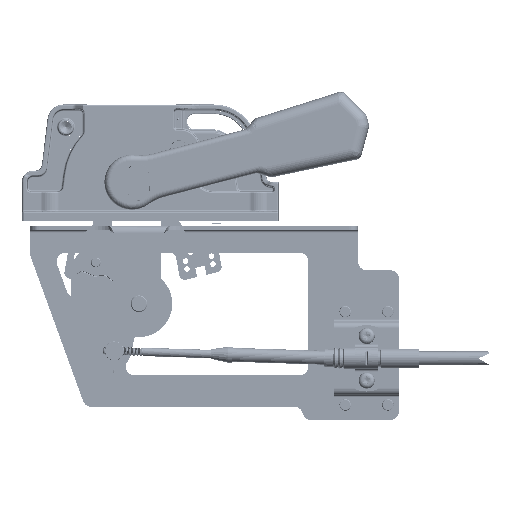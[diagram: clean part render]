
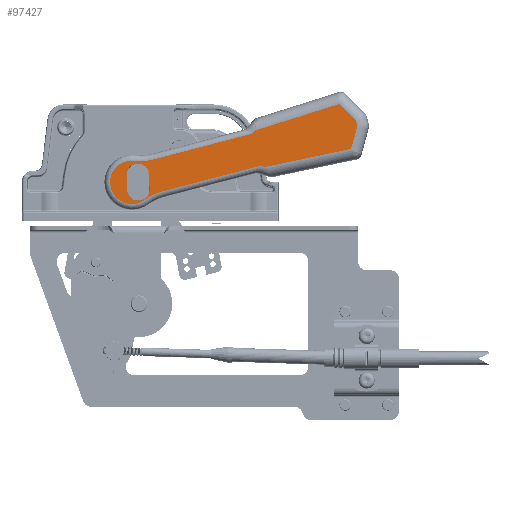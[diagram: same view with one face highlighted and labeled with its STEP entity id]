
A CAD part, left-side view. The second image highlights one B-rep face of the part: STEP entity #97427.
In plain terms, the highlighted planar face has unit normal (1, 0, 0).
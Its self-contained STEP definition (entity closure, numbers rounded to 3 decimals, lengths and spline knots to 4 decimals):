
#97251=DIRECTION('',(0.,-0.979,0.206));
#97252=VECTOR('',#97251,1.9784);
#97253=CARTESIAN_POINT('',(-0.548,2.4587,1.3186));
#97254=LINE('',#97253,#97252);
#97255=DIRECTION('',(0.,-0.265,0.964));
#97256=VECTOR('',#97255,0.5333);
#97257=CARTESIAN_POINT('',(-0.548,0.5227,1.726));
#97258=LINE('',#97257,#97256);
#97259=DIRECTION('',(0.,0.253,0.967));
#97260=VECTOR('',#97259,0.1204);
#97261=CARTESIAN_POINT('',(-0.548,0.3816,2.2403));
#97262=LINE('',#97261,#97260);
#97263=DIRECTION('',(0.,0.703,0.711));
#97264=VECTOR('',#97263,0.5333);
#97265=CARTESIAN_POINT('',(-0.548,0.4121,2.3568));
#97266=LINE('',#97265,#97264);
#97267=DIRECTION('',(0.,0.954,-0.3));
#97268=VECTOR('',#97267,1.9784);
#97269=CARTESIAN_POINT('',(-0.548,0.7869,2.7361));
#97270=LINE('',#97269,#97268);
#97271=DIRECTION('',(0.,0.692,-0.721));
#97272=VECTOR('',#97271,0.1005);
#97273=CARTESIAN_POINT('',(-0.548,2.6744,2.1432));
#97274=LINE('',#97273,#97272);
#97275=DIRECTION('',(0.,0.967,-0.253));
#97276=VECTOR('',#97275,2.2959);
#97277=CARTESIAN_POINT('',(-0.548,2.744,2.0707));
#97278=LINE('',#97277,#97276);
#97279=CARTESIAN_POINT('',(-0.548,4.9651,1.4897));
#97280=CARTESIAN_POINT('',(-0.548,5.0118,1.4774));
#97281=CARTESIAN_POINT('',(-0.548,5.1059,1.4591));
#97282=CARTESIAN_POINT('',(-0.548,5.2516,1.4495));
#97283=CARTESIAN_POINT('',(-0.548,5.3473,1.4554));
#97284=CARTESIAN_POINT('',(-0.548,5.3951,1.4614));
#97286=CARTESIAN_POINT('',(-0.548,5.3951,1.4614));
#97287=CARTESIAN_POINT('',(-0.548,5.4327,1.466));
#97288=CARTESIAN_POINT('',(-0.548,5.5069,1.4668));
#97289=CARTESIAN_POINT('',(-0.548,5.6189,1.442));
#97290=CARTESIAN_POINT('',(-0.548,5.7213,1.3921));
#97291=CARTESIAN_POINT('',(-0.548,5.8078,1.3224));
#97292=CARTESIAN_POINT('',(-0.548,5.8778,1.2331));
#97293=CARTESIAN_POINT('',(-0.548,5.9256,1.1299));
#97294=CARTESIAN_POINT('',(-0.548,5.9485,1.0188));
#97295=CARTESIAN_POINT('',(-0.548,5.9456,0.9056));
#97296=CARTESIAN_POINT('',(-0.548,5.917,0.7963));
#97297=CARTESIAN_POINT('',(-0.548,5.8645,0.6964));
#97298=CARTESIAN_POINT('',(-0.548,5.7908,0.6112));
#97299=CARTESIAN_POINT('',(-0.548,5.6997,0.5448));
#97300=CARTESIAN_POINT('',(-0.548,5.5955,0.5007));
#97301=CARTESIAN_POINT('',(-0.548,5.4858,0.4815));
#97302=CARTESIAN_POINT('',(-0.548,5.3713,0.4876));
#97303=CARTESIAN_POINT('',(-0.548,5.2603,0.5208));
#97304=CARTESIAN_POINT('',(-0.548,5.1955,0.5581));
#97305=CARTESIAN_POINT('',(-0.548,5.1648,0.5808));
#97307=CARTESIAN_POINT('',(-0.548,5.1648,0.5808));
#97308=CARTESIAN_POINT('',(-0.548,5.126,0.6094));
#97309=CARTESIAN_POINT('',(-0.548,5.0454,0.6614));
#97310=CARTESIAN_POINT('',(-0.548,4.9136,0.7244));
#97311=CARTESIAN_POINT('',(-0.548,4.8226,0.7545));
#97312=CARTESIAN_POINT('',(-0.548,4.776,0.7667));
#97314=DIRECTION('',(0.,-0.967,0.253));
#97315=VECTOR('',#97314,2.2959);
#97316=CARTESIAN_POINT('',(-0.548,4.776,0.7667));
#97317=LINE('',#97316,#97315);
#97318=DIRECTION('',(0.,-0.957,-0.29));
#97319=VECTOR('',#97318,0.1005);
#97320=CARTESIAN_POINT('',(-0.548,2.5548,1.3478));
#97321=LINE('',#97320,#97319);
#97322=CARTESIAN_POINT('',(-0.548,5.0559,0.822));
#97323=CARTESIAN_POINT('',(-0.548,5.0554,0.7974));
#97324=CARTESIAN_POINT('',(-0.548,5.0606,0.7502));
#97325=CARTESIAN_POINT('',(-0.548,5.0893,0.6824));
#97326=CARTESIAN_POINT('',(-0.548,5.1344,0.6272));
#97327=CARTESIAN_POINT('',(-0.548,5.1933,0.586));
#97328=CARTESIAN_POINT('',(-0.548,5.2632,0.5628));
#97329=CARTESIAN_POINT('',(-0.548,5.3358,0.5603));
#97330=CARTESIAN_POINT('',(-0.548,5.4069,0.5785));
#97331=CARTESIAN_POINT('',(-0.548,5.4691,0.6158));
#97332=CARTESIAN_POINT('',(-0.548,5.5186,0.6687));
#97333=CARTESIAN_POINT('',(-0.548,5.5517,0.7357));
#97334=CARTESIAN_POINT('',(-0.548,5.5598,0.7827));
#97335=CARTESIAN_POINT('',(-0.548,5.5606,0.8074));
#97337=DIRECTION('',(0.,0.029,1.));
#97338=VECTOR('',#97337,0.3291);
#97339=CARTESIAN_POINT('',(-0.548,5.5606,0.8074));
#97340=LINE('',#97339,#97338);
#97341=CARTESIAN_POINT('',(-0.548,5.5701,1.1363));
#97342=CARTESIAN_POINT('',(-0.548,5.5707,1.1609));
#97343=CARTESIAN_POINT('',(-0.548,5.5654,1.2081));
#97344=CARTESIAN_POINT('',(-0.548,5.5368,1.2759));
#97345=CARTESIAN_POINT('',(-0.548,5.4917,1.3311));
#97346=CARTESIAN_POINT('',(-0.548,5.4327,1.3723));
#97347=CARTESIAN_POINT('',(-0.548,5.3629,1.3955));
#97348=CARTESIAN_POINT('',(-0.548,5.2902,1.398));
#97349=CARTESIAN_POINT('',(-0.548,5.2192,1.3798));
#97350=CARTESIAN_POINT('',(-0.548,5.157,1.3425));
#97351=CARTESIAN_POINT('',(-0.548,5.1075,1.2896));
#97352=CARTESIAN_POINT('',(-0.548,5.0743,1.2226));
#97353=CARTESIAN_POINT('',(-0.548,5.0663,1.1756));
#97354=CARTESIAN_POINT('',(-0.548,5.0655,1.1509));
#97356=DIRECTION('',(0.,-0.029,-1.));
#97357=VECTOR('',#97356,0.3291);
#97358=CARTESIAN_POINT('',(-0.548,5.0655,1.1509));
#97359=LINE('',#97358,#97357);
#97360=CARTESIAN_POINT('',(-0.548,2.4587,1.3186));
#97361=CARTESIAN_POINT('',(-0.548,0.5227,1.726));
#97362=VERTEX_POINT('',#97360);
#97363=VERTEX_POINT('',#97361);
#97364=CARTESIAN_POINT('',(-0.548,0.3816,2.2403));
#97365=VERTEX_POINT('',#97364);
#97366=CARTESIAN_POINT('',(-0.548,0.4121,2.3568));
#97367=VERTEX_POINT('',#97366);
#97368=CARTESIAN_POINT('',(-0.548,0.7869,2.7361));
#97369=VERTEX_POINT('',#97368);
#97370=CARTESIAN_POINT('',(-0.548,2.6744,2.1432));
#97371=VERTEX_POINT('',#97370);
#97372=CARTESIAN_POINT('',(-0.548,2.744,2.0707));
#97373=VERTEX_POINT('',#97372);
#97374=CARTESIAN_POINT('',(-0.548,4.9651,1.4897));
#97375=VERTEX_POINT('',#97374);
#97376=VERTEX_POINT('',#97284);
#97377=VERTEX_POINT('',#97305);
#97378=VERTEX_POINT('',#97312);
#97379=CARTESIAN_POINT('',(-0.548,2.5548,1.3478));
#97380=VERTEX_POINT('',#97379);
#97381=VERTEX_POINT('',#97322);
#97382=VERTEX_POINT('',#97335);
#97383=CARTESIAN_POINT('',(-0.548,5.5701,1.1363));
#97384=VERTEX_POINT('',#97383);
#97385=VERTEX_POINT('',#97354);
#97386=CARTESIAN_POINT('',(-0.548,3.1639,1.5746));
#97387=DIRECTION('',(1.,0.,0.));
#97388=DIRECTION('',(0.,-0.967,0.253));
#97389=AXIS2_PLACEMENT_3D('',#97386,#97387,#97388);
#97390=PLANE('',#97389);
#97392=ORIENTED_EDGE('',*,*,#97391,.T.);
#97394=ORIENTED_EDGE('',*,*,#97393,.T.);
#97396=ORIENTED_EDGE('',*,*,#97395,.T.);
#97398=ORIENTED_EDGE('',*,*,#97397,.T.);
#97400=ORIENTED_EDGE('',*,*,#97399,.T.);
#97402=ORIENTED_EDGE('',*,*,#97401,.T.);
#97404=ORIENTED_EDGE('',*,*,#97403,.T.);
#97406=ORIENTED_EDGE('',*,*,#97405,.T.);
#97408=ORIENTED_EDGE('',*,*,#97407,.T.);
#97410=ORIENTED_EDGE('',*,*,#97409,.T.);
#97412=ORIENTED_EDGE('',*,*,#97411,.T.);
#97414=ORIENTED_EDGE('',*,*,#97413,.T.);
#97415=EDGE_LOOP('',(#97392,#97394,#97396,#97398,#97400,#97402,#97404,#97406,
#97408,#97410,#97412,#97414));
#97416=FACE_OUTER_BOUND('',#97415,.F.);
#97418=ORIENTED_EDGE('',*,*,#97417,.T.);
#97420=ORIENTED_EDGE('',*,*,#97419,.T.);
#97422=ORIENTED_EDGE('',*,*,#97421,.T.);
#97424=ORIENTED_EDGE('',*,*,#97423,.T.);
#97425=EDGE_LOOP('',(#97418,#97420,#97422,#97424));
#97426=FACE_BOUND('',#97425,.F.);
#97427=ADVANCED_FACE('',(#97416,#97426),#97390,.T.);
#97285=B_SPLINE_CURVE_WITH_KNOTS('',3,(#97279,#97280,#97281,#97282,#97283,
#97284),.UNSPECIFIED.,.F.,.F.,(4,1,1,4),(0.,0.3333,
0.6667,1.),.UNSPECIFIED.);
#97306=B_SPLINE_CURVE_WITH_KNOTS('',3,(#97286,#97287,#97288,#97289,#97290,
#97291,#97292,#97293,#97294,#97295,#97296,#97297,#97298,#97299,#97300,#97301,
#97302,#97303,#97304,#97305),.UNSPECIFIED.,.F.,.F.,(4,1,1,1,1,1,1,1,1,1,1,1,1,1,
1,1,1,4),(0.,0.0588,0.1176,0.1765,
0.2353,0.2941,0.3529,0.4118,
0.4706,0.5294,0.5882,0.6471,
0.7059,0.7647,0.8235,0.8824,
0.9412,1.),.UNSPECIFIED.);
#97313=B_SPLINE_CURVE_WITH_KNOTS('',3,(#97307,#97308,#97309,#97310,#97311,
#97312),.UNSPECIFIED.,.F.,.F.,(4,1,1,4),(0.,0.3333,
0.6667,1.),.UNSPECIFIED.);
#97336=B_SPLINE_CURVE_WITH_KNOTS('',3,(#97322,#97323,#97324,#97325,#97326,
#97327,#97328,#97329,#97330,#97331,#97332,#97333,#97334,#97335),.UNSPECIFIED.,
.F.,.F.,(4,1,1,1,1,1,1,1,1,1,1,4),(0.,0.0909,0.1818,
0.2727,0.3636,0.4545,0.5455,
0.6364,0.7273,0.8182,0.9091,1.),
.UNSPECIFIED.);
#97355=B_SPLINE_CURVE_WITH_KNOTS('',3,(#97341,#97342,#97343,#97344,#97345,
#97346,#97347,#97348,#97349,#97350,#97351,#97352,#97353,#97354),.UNSPECIFIED.,
.F.,.F.,(4,1,1,1,1,1,1,1,1,1,1,4),(0.,0.0909,0.1818,
0.2727,0.3636,0.4545,0.5455,
0.6364,0.7273,0.8182,0.9091,1.),
.UNSPECIFIED.);
#97391=EDGE_CURVE('',#97362,#97363,#97254,.T.);
#97393=EDGE_CURVE('',#97363,#97365,#97258,.T.);
#97395=EDGE_CURVE('',#97365,#97367,#97262,.T.);
#97397=EDGE_CURVE('',#97367,#97369,#97266,.T.);
#97399=EDGE_CURVE('',#97369,#97371,#97270,.T.);
#97401=EDGE_CURVE('',#97371,#97373,#97274,.T.);
#97403=EDGE_CURVE('',#97373,#97375,#97278,.T.);
#97405=EDGE_CURVE('',#97375,#97376,#97285,.T.);
#97407=EDGE_CURVE('',#97376,#97377,#97306,.T.);
#97409=EDGE_CURVE('',#97377,#97378,#97313,.T.);
#97411=EDGE_CURVE('',#97378,#97380,#97317,.T.);
#97413=EDGE_CURVE('',#97380,#97362,#97321,.T.);
#97417=EDGE_CURVE('',#97381,#97382,#97336,.T.);
#97419=EDGE_CURVE('',#97382,#97384,#97340,.T.);
#97421=EDGE_CURVE('',#97384,#97385,#97355,.T.);
#97423=EDGE_CURVE('',#97385,#97381,#97359,.T.);
